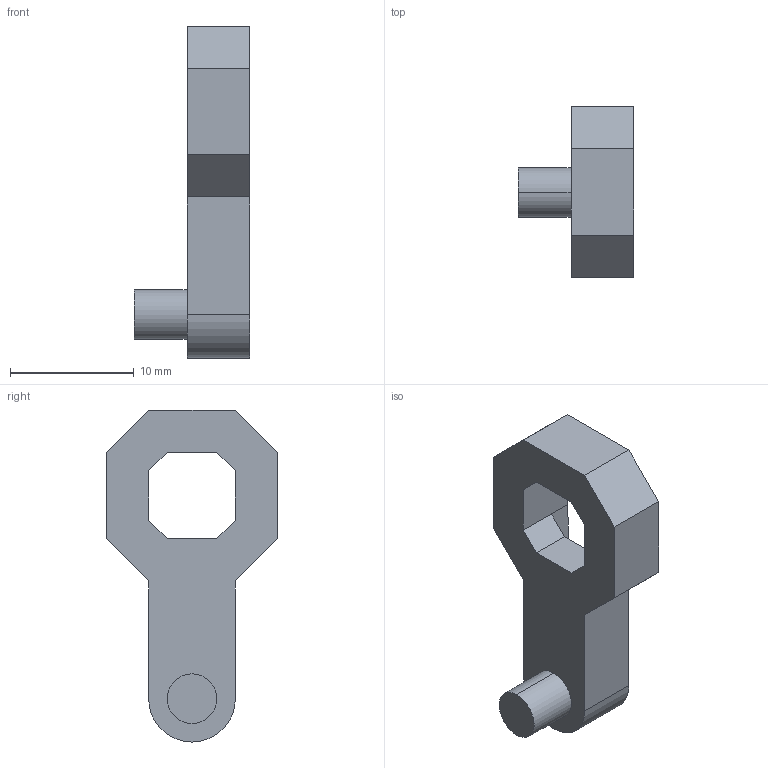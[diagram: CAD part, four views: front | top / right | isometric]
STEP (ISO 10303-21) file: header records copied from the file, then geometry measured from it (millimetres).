
FILE_DESCRIPTION (( 'STEP AP214' ), '1' );
FILE_NAME ('servo link.STEP', '2023-06-09T18:40:05', ( '' ), ( '' ), 'SwSTEP 2.0', 'SolidWorks 2022', '' );
FILE_SCHEMA (( 'AUTOMOTIVE_DESIGN' ));
Length unit declared in the file: millimetre
Products named in the file (1): servo link
Bounding box: 9.3 x 13.8 x 26.8 mm (x, y, z)
Volume: 989.5 mm3; surface area: 994.2 mm2
Topology: 1 solids, 1 shells, 31 faces, 82 edges, 54 vertices
Faces by surface type: plane 27, cylinder 4
Entity records: 986 total; most frequent: CARTESIAN_POINT 168, ORIENTED_EDGE 164, DIRECTION 154, EDGE_CURVE 82, VECTOR 74, LINE 74, VERTEX_POINT 54, AXIS2_PLACEMENT_3D 40
